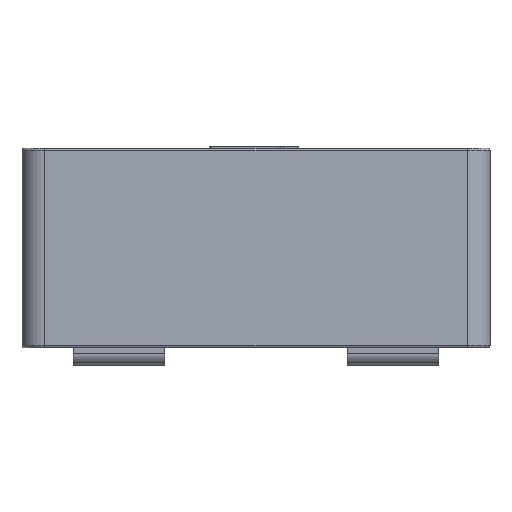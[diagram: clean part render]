
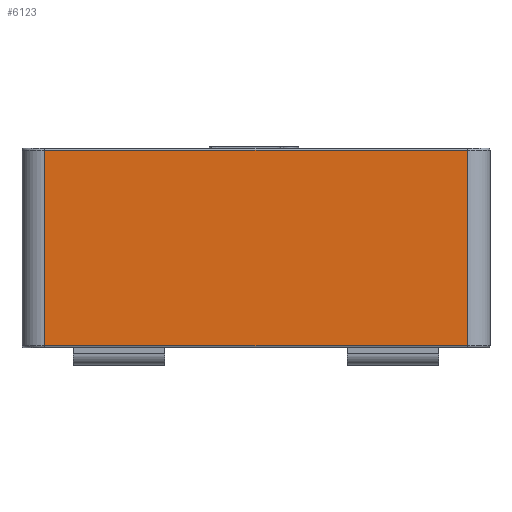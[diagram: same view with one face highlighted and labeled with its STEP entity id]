
A CAD part, front view. The second image highlights one B-rep face of the part: STEP entity #6123.
In plain terms, the highlighted planar face has unit normal (0, -1, 0).
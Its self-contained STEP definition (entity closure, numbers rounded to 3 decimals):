
#782=ORIENTED_EDGE('',*,*,#1963,.T.);
#783=ORIENTED_EDGE('',*,*,#1964,.T.);
#784=ORIENTED_EDGE('',*,*,#1965,.T.);
#785=ORIENTED_EDGE('',*,*,#1966,.T.);
#1963=EDGE_CURVE('',#2573,#2574,#2947,.T.);
#1964=EDGE_CURVE('',#2574,#2575,#2948,.F.);
#1965=EDGE_CURVE('',#2575,#2576,#2949,.F.);
#1966=EDGE_CURVE('',#2576,#2573,#2950,.T.);
#2573=VERTEX_POINT('',#9042);
#2574=VERTEX_POINT('',#9043);
#2575=VERTEX_POINT('',#9045);
#2576=VERTEX_POINT('',#9047);
#2947=LINE('',#9041,#3374);
#2948=LINE('',#9044,#3375);
#2949=LINE('',#9046,#3376);
#2950=LINE('',#9048,#3377);
#3374=VECTOR('',#6902,1000.);
#3375=VECTOR('',#6903,1000.);
#3376=VECTOR('',#6904,1000.);
#3377=VECTOR('',#6905,1000.);
#3692=EDGE_LOOP('',(#782,#783,#784,#785));
#3963=FACE_BOUND('',#3692,.T.);
#4208=PLANE('',#6401);
#6123=ADVANCED_FACE('',(#3963),#4208,.T.);
#6401=AXIS2_PLACEMENT_3D('',#9040,#6900,#6901);
#6900=DIRECTION('',(0.,-1.,0.));
#6901=DIRECTION('',(0.,0.,-1.));
#6902=DIRECTION('',(0.,0.,-1.));
#6903=DIRECTION('',(-1.,0.,0.));
#6904=DIRECTION('',(0.,0.,-1.));
#6905=DIRECTION('',(-1.,0.,0.));
#9040=CARTESIAN_POINT('',(2.05,-2.05,1.15));
#9041=CARTESIAN_POINT('',(-1.85,-2.05,1.15));
#9042=CARTESIAN_POINT('',(-1.85,-2.05,1.13));
#9043=CARTESIAN_POINT('',(-1.85,-2.05,-0.58));
#9044=CARTESIAN_POINT('',(2.05,-2.05,-0.58));
#9045=CARTESIAN_POINT('',(1.85,-2.05,-0.58));
#9046=CARTESIAN_POINT('',(1.85,-2.05,1.15));
#9047=CARTESIAN_POINT('',(1.85,-2.05,1.13));
#9048=CARTESIAN_POINT('',(-1.85,-2.05,1.13));
